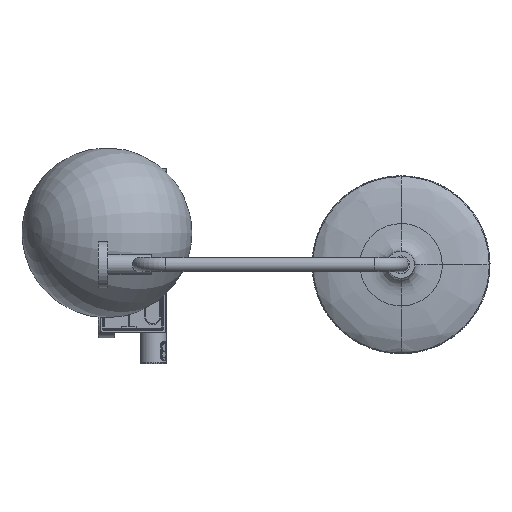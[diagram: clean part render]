
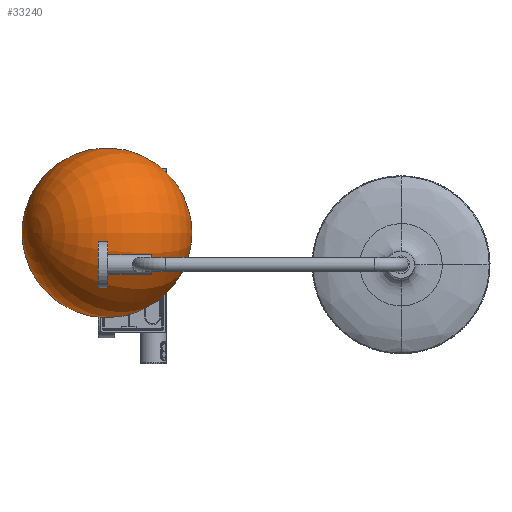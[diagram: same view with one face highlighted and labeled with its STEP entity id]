
A CAD part, top view. The second image highlights one B-rep face of the part: STEP entity #33240.
In plain terms, the highlighted toroidal (fillet/blend) face has major radius 0.06 mm and minor radius 129.979 mm.
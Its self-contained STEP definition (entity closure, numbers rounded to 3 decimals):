
#25=VERTEX_LOOP('',#24329);
#859=DEGENERATE_TOROIDAL_SURFACE('',#40114,0.06,129.979,
 .T.);
#5795=B_SPLINE_CURVE_WITH_KNOTS('',3,(#82462,#82463,#82464,#82465),
 .UNSPECIFIED.,.F.,.F.,(4,4),(0.,0.001),
 .UNSPECIFIED.);
#5796=B_SPLINE_CURVE_WITH_KNOTS('',3,(#82468,#82469,#82470,#82471),
 .UNSPECIFIED.,.F.,.F.,(4,4),(0.,0.),
 .UNSPECIFIED.);
#5797=B_SPLINE_CURVE_WITH_KNOTS('',3,(#82473,#82474,#82475,#82476),
 .UNSPECIFIED.,.F.,.F.,(4,4),(0.,0.001),
 .UNSPECIFIED.);
#5798=B_SPLINE_CURVE_WITH_KNOTS('',3,(#82478,#82479,#82480,#82481),
 .UNSPECIFIED.,.F.,.F.,(4,4),(0.,0.),
 .UNSPECIFIED.);
#5799=B_SPLINE_CURVE_WITH_KNOTS('',3,(#82483,#82484,#82485,#82486),
 .UNSPECIFIED.,.F.,.F.,(4,4),(0.,0.001),
 .UNSPECIFIED.);
#5800=B_SPLINE_CURVE_WITH_KNOTS('',3,(#82488,#82489,#82490,#82491),
 .UNSPECIFIED.,.F.,.F.,(4,4),(0.,0.),
 .UNSPECIFIED.);
#5801=B_SPLINE_CURVE_WITH_KNOTS('',3,(#82493,#82494,#82495,#82496),
 .UNSPECIFIED.,.F.,.F.,(4,4),(0.,0.001),
 .UNSPECIFIED.);
#5802=B_SPLINE_CURVE_WITH_KNOTS('',3,(#82498,#82499,#82500,#82501),
 .UNSPECIFIED.,.F.,.F.,(4,4),(0.,0.),
 .UNSPECIFIED.);
#12857=ORIENTED_EDGE('',*,*,#20148,.F.);
#12858=ORIENTED_EDGE('',*,*,#20149,.F.);
#12859=ORIENTED_EDGE('',*,*,#20150,.F.);
#12860=ORIENTED_EDGE('',*,*,#20151,.F.);
#12861=ORIENTED_EDGE('',*,*,#20152,.F.);
#12862=ORIENTED_EDGE('',*,*,#20153,.F.);
#12863=ORIENTED_EDGE('',*,*,#20154,.F.);
#12864=ORIENTED_EDGE('',*,*,#20155,.F.);
#20148=EDGE_CURVE('',#24330,#24331,#5795,.T.);
#20149=EDGE_CURVE('',#24332,#24330,#5796,.T.);
#20150=EDGE_CURVE('',#24333,#24332,#5797,.T.);
#20151=EDGE_CURVE('',#24334,#24333,#5798,.T.);
#20152=EDGE_CURVE('',#24335,#24334,#5799,.T.);
#20153=EDGE_CURVE('',#24336,#24335,#5800,.T.);
#20154=EDGE_CURVE('',#24337,#24336,#5801,.T.);
#20155=EDGE_CURVE('',#24331,#24337,#5802,.T.);
#24329=VERTEX_POINT('',#82461);
#24330=VERTEX_POINT('',#82466);
#24331=VERTEX_POINT('',#82467);
#24332=VERTEX_POINT('',#82472);
#24333=VERTEX_POINT('',#82477);
#24334=VERTEX_POINT('',#82482);
#24335=VERTEX_POINT('',#82487);
#24336=VERTEX_POINT('',#82492);
#24337=VERTEX_POINT('',#82497);
#27776=EDGE_LOOP('',(#12857,#12858,#12859,#12860,#12861,#12862,#12863,#12864));
#30398=FACE_BOUND('',#25,.T.);
#30399=FACE_BOUND('',#27776,.T.);
#33240=ADVANCED_FACE('',(#30398,#30399),#859,.T.);
#40114=AXIS2_PLACEMENT_3D('',#82460,#44662,#44663);
#44662=DIRECTION('',(0.866,0.,-0.5));
#44663=DIRECTION('',(-0.5,0.,-0.866));
#82460=CARTESIAN_POINT('',(-49.675,49.35,721.207));
#82461=CARTESIAN_POINT('',(62.889,49.35,656.217));
#82462=CARTESIAN_POINT('',(63.576,50.071,657.425));
#82463=CARTESIAN_POINT('',(63.4,50.302,657.114));
#82464=CARTESIAN_POINT('',(63.16,50.298,656.693));
#82465=CARTESIAN_POINT('',(62.984,50.06,656.385));
#82466=CARTESIAN_POINT('',(63.576,50.071,657.425));
#82467=CARTESIAN_POINT('',(62.984,50.06,656.385));
#82468=CARTESIAN_POINT('',(63.66,49.894,657.571));
#82469=CARTESIAN_POINT('',(63.639,49.966,657.535));
#82470=CARTESIAN_POINT('',(63.611,50.026,657.485));
#82471=CARTESIAN_POINT('',(63.576,50.071,657.425));
#82472=CARTESIAN_POINT('',(63.66,49.894,657.571));
#82473=CARTESIAN_POINT('',(63.655,48.84,657.562));
#82474=CARTESIAN_POINT('',(63.751,49.158,657.731));
#82475=CARTESIAN_POINT('',(63.753,49.573,657.734));
#82476=CARTESIAN_POINT('',(63.66,49.894,657.571));
#82477=CARTESIAN_POINT('',(63.655,48.84,657.562));
#82478=CARTESIAN_POINT('',(63.586,48.69,657.441));
#82479=CARTESIAN_POINT('',(63.614,48.731,657.49));
#82480=CARTESIAN_POINT('',(63.637,48.781,657.53));
#82481=CARTESIAN_POINT('',(63.655,48.84,657.562));
#82482=CARTESIAN_POINT('',(63.586,48.69,657.441));
#82483=CARTESIAN_POINT('',(62.976,48.7,656.37));
#82484=CARTESIAN_POINT('',(63.151,48.433,656.677));
#82485=CARTESIAN_POINT('',(63.408,48.428,657.129));
#82486=CARTESIAN_POINT('',(63.586,48.69,657.441));
#82487=CARTESIAN_POINT('',(62.976,48.7,656.37));
#82488=CARTESIAN_POINT('',(62.906,48.859,656.248));
#82489=CARTESIAN_POINT('',(62.924,48.797,656.279));
#82490=CARTESIAN_POINT('',(62.947,48.743,656.32));
#82491=CARTESIAN_POINT('',(62.976,48.7,656.37));
#82492=CARTESIAN_POINT('',(62.906,48.859,656.248));
#82493=CARTESIAN_POINT('',(62.901,49.876,656.239));
#82494=CARTESIAN_POINT('',(62.816,49.562,656.09));
#82495=CARTESIAN_POINT('',(62.818,49.169,656.093));
#82496=CARTESIAN_POINT('',(62.906,48.859,656.248));
#82497=CARTESIAN_POINT('',(62.901,49.876,656.239));
#82498=CARTESIAN_POINT('',(62.984,50.06,656.385));
#82499=CARTESIAN_POINT('',(62.949,50.013,656.324));
#82500=CARTESIAN_POINT('',(62.921,49.95,656.274));
#82501=CARTESIAN_POINT('',(62.901,49.876,656.239));
